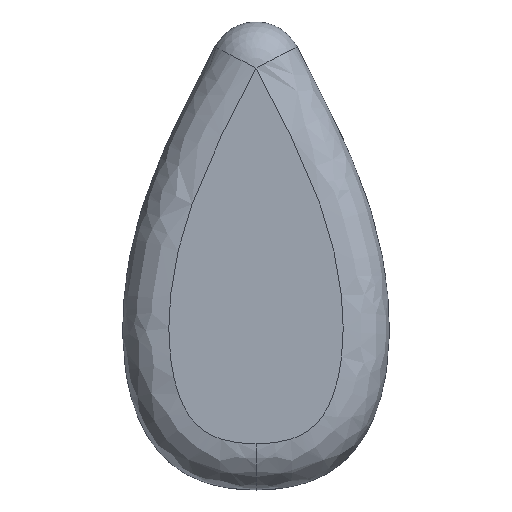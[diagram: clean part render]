
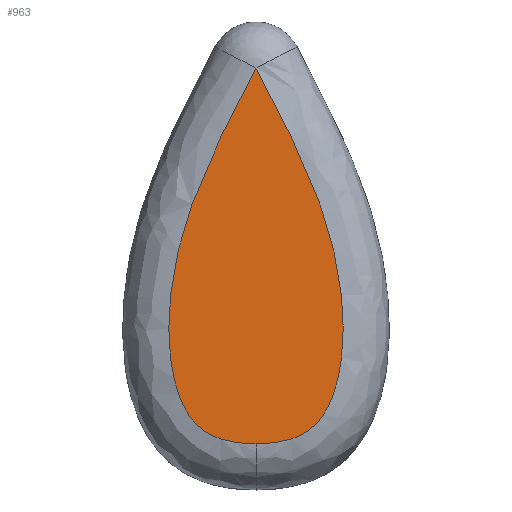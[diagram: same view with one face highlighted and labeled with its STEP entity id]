
A CAD part, left-side view. The second image highlights one B-rep face of the part: STEP entity #963.
In plain terms, the highlighted planar face has unit normal (-1, 0, 0).
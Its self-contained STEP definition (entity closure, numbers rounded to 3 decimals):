
#853=CARTESIAN_POINT('Axis2P3D Location',(0.,0.,0.)) ;
#859=CARTESIAN_POINT('Control Point',(0.,0.,3.)) ;
#860=CARTESIAN_POINT('Control Point',(0.,0.016,3.)) ;
#861=CARTESIAN_POINT('Control Point',(0.,0.031,3.)) ;
#862=CARTESIAN_POINT('Control Point',(0.,0.046,3.)) ;
#863=CARTESIAN_POINT('Control Point',(0.,0.357,3.001)) ;
#864=CARTESIAN_POINT('Control Point',(0.,0.659,3.013)) ;
#865=CARTESIAN_POINT('Control Point',(0.,0.936,3.034)) ;
#866=CARTESIAN_POINT('Control Point',(0.,1.423,3.093)) ;
#867=CARTESIAN_POINT('Control Point',(0.,1.868,3.185)) ;
#868=CARTESIAN_POINT('Control Point',(0.,2.06,3.233)) ;
#869=CARTESIAN_POINT('Control Point',(0.,2.443,3.348)) ;
#870=CARTESIAN_POINT('Control Point',(0.,2.783,3.49)) ;
#871=CARTESIAN_POINT('Control Point',(0.,2.95,3.571)) ;
#872=CARTESIAN_POINT('Control Point',(0.,3.217,3.72)) ;
#873=CARTESIAN_POINT('Control Point',(0.,3.46,3.891)) ;
#874=CARTESIAN_POINT('Control Point',(0.,3.557,3.966)) ;
#875=CARTESIAN_POINT('Control Point',(0.,3.744,4.124)) ;
#876=CARTESIAN_POINT('Control Point',(0.,3.92,4.3)) ;
#877=CARTESIAN_POINT('Control Point',(0.,4.006,4.393)) ;
#878=CARTESIAN_POINT('Control Point',(0.,4.206,4.629)) ;
#879=CARTESIAN_POINT('Control Point',(0.,4.393,4.896)) ;
#880=CARTESIAN_POINT('Control Point',(0.,4.498,5.064)) ;
#881=CARTESIAN_POINT('Control Point',(0.,4.711,5.444)) ;
#882=CARTESIAN_POINT('Control Point',(0.,4.9,5.869)) ;
#883=CARTESIAN_POINT('Control Point',(0.,4.993,6.108)) ;
#884=CARTESIAN_POINT('Control Point',(0.,5.179,6.648)) ;
#885=CARTESIAN_POINT('Control Point',(0.,5.329,7.23)) ;
#886=CARTESIAN_POINT('Control Point',(0.,5.399,7.555)) ;
#887=CARTESIAN_POINT('Control Point',(0.,5.596,8.664)) ;
#888=CARTESIAN_POINT('Control Point',(0.,5.68,9.844)) ;
#889=CARTESIAN_POINT('Control Point',(0.,5.689,10.684)) ;
#890=CARTESIAN_POINT('Control Point',(0.,5.624,12.178)) ;
#891=CARTESIAN_POINT('Control Point',(0.,5.431,13.661)) ;
#892=CARTESIAN_POINT('Control Point',(0.,5.325,14.3)) ;
#893=CARTESIAN_POINT('Control Point',(0.,5.067,15.589)) ;
#894=CARTESIAN_POINT('Control Point',(0.,4.73,16.845)) ;
#895=CARTESIAN_POINT('Control Point',(0.,4.539,17.477)) ;
#896=CARTESIAN_POINT('Control Point',(0.,4.104,18.778)) ;
#897=CARTESIAN_POINT('Control Point',(0.,3.601,20.045)) ;
#898=CARTESIAN_POINT('Control Point',(0.,3.322,20.699)) ;
#899=CARTESIAN_POINT('Control Point',(0.,2.67,22.148)) ;
#900=CARTESIAN_POINT('Control Point',(0.,1.963,23.588)) ;
#901=CARTESIAN_POINT('Control Point',(0.,1.562,24.38)) ;
#902=CARTESIAN_POINT('Control Point',(0.,1.007,25.462)) ;
#903=CARTESIAN_POINT('Control Point',(0.,0.443,26.554)) ;
#904=CARTESIAN_POINT('Control Point',(0.,0.296,26.838)) ;
#905=CARTESIAN_POINT('Control Point',(0.,0.148,27.124)) ;
#906=CARTESIAN_POINT('Control Point',(0.,0.,27.41)) ;
#907=CARTESIAN_POINT('Vertex',(0.,0.,3.)) ;
#909=CARTESIAN_POINT('Vertex',(0.,0.,27.41)) ;
#913=CARTESIAN_POINT('Control Point',(0.,0.,3.)) ;
#914=CARTESIAN_POINT('Control Point',(0.,-0.013,3.)) ;
#915=CARTESIAN_POINT('Control Point',(0.,-0.025,3.)) ;
#916=CARTESIAN_POINT('Control Point',(0.,-0.038,3.)) ;
#917=CARTESIAN_POINT('Control Point',(0.,-0.346,3.001)) ;
#918=CARTESIAN_POINT('Control Point',(0.,-0.645,3.012)) ;
#919=CARTESIAN_POINT('Control Point',(0.,-0.923,3.033)) ;
#920=CARTESIAN_POINT('Control Point',(0.,-1.41,3.091)) ;
#921=CARTESIAN_POINT('Control Point',(0.,-1.855,3.182)) ;
#922=CARTESIAN_POINT('Control Point',(0.,-2.048,3.23)) ;
#923=CARTESIAN_POINT('Control Point',(0.,-2.431,3.344)) ;
#924=CARTESIAN_POINT('Control Point',(0.,-2.773,3.485)) ;
#925=CARTESIAN_POINT('Control Point',(0.,-2.94,3.566)) ;
#926=CARTESIAN_POINT('Control Point',(0.,-3.209,3.715)) ;
#927=CARTESIAN_POINT('Control Point',(0.,-3.452,3.885)) ;
#928=CARTESIAN_POINT('Control Point',(0.,-3.549,3.96)) ;
#929=CARTESIAN_POINT('Control Point',(0.,-3.737,4.117)) ;
#930=CARTESIAN_POINT('Control Point',(0.,-3.913,4.292)) ;
#931=CARTESIAN_POINT('Control Point',(0.,-3.999,4.385)) ;
#932=CARTESIAN_POINT('Control Point',(0.,-4.199,4.62)) ;
#933=CARTESIAN_POINT('Control Point',(0.,-4.386,4.886)) ;
#934=CARTESIAN_POINT('Control Point',(0.,-4.491,5.053)) ;
#935=CARTESIAN_POINT('Control Point',(0.,-4.704,5.431)) ;
#936=CARTESIAN_POINT('Control Point',(0.,-4.894,5.855)) ;
#937=CARTESIAN_POINT('Control Point',(0.,-4.987,6.093)) ;
#938=CARTESIAN_POINT('Control Point',(0.,-5.174,6.631)) ;
#939=CARTESIAN_POINT('Control Point',(0.,-5.324,7.211)) ;
#940=CARTESIAN_POINT('Control Point',(0.,-5.394,7.535)) ;
#941=CARTESIAN_POINT('Control Point',(0.,-5.522,8.246)) ;
#942=CARTESIAN_POINT('Control Point',(0.,-5.604,8.986)) ;
#943=CARTESIAN_POINT('Control Point',(0.,-5.634,9.388)) ;
#944=CARTESIAN_POINT('Control Point',(0.,-5.693,10.693)) ;
#945=CARTESIAN_POINT('Control Point',(0.,-5.633,12.027)) ;
#946=CARTESIAN_POINT('Control Point',(0.,-5.542,12.944)) ;
#947=CARTESIAN_POINT('Control Point',(0.,-5.326,14.381)) ;
#948=CARTESIAN_POINT('Control Point',(0.,-5.008,15.782)) ;
#949=CARTESIAN_POINT('Control Point',(0.,-4.878,16.293)) ;
#950=CARTESIAN_POINT('Control Point',(0.,-4.39,18.029)) ;
#951=CARTESIAN_POINT('Control Point',(0.,-3.768,19.699)) ;
#952=CARTESIAN_POINT('Control Point',(0.,-3.275,20.849)) ;
#953=CARTESIAN_POINT('Control Point',(0.,-2.345,22.838)) ;
#954=CARTESIAN_POINT('Control Point',(0.,-1.333,24.831)) ;
#955=CARTESIAN_POINT('Control Point',(0.,-0.89,25.689)) ;
#956=CARTESIAN_POINT('Control Point',(0.,-0.446,26.546)) ;
#957=CARTESIAN_POINT('Control Point',(0.,0.,27.41)) ;
#854=DIRECTION('Axis2P3D Direction',(1.,0.,0.)) ;
#855=DIRECTION('Axis2P3D XDirection',(0.,1.,0.)) ;
#856=AXIS2_PLACEMENT_3D('Plane Axis2P3D',#853,#854,#855) ;
#960=ORIENTED_EDGE('',*,*,#911,.F.) ;
#961=ORIENTED_EDGE('',*,*,#958,.F.) ;
#963=ADVANCED_FACE('Corps principal',(#962),#857,.F.) ;
#858=B_SPLINE_CURVE_WITH_KNOTS('',5,(#859,#860,#861,#862,#863,#864,#865,#866,#867,#868,#869,#870,#871,#872,#873,#874,#875,#876,#877,#878,#879,#880,#881,#882,#883,#884,#885,#886,#887,#888,#889,#890,#891,#892,#893,#894,#895,#896,#897,#898,#899,#900,#901,#902,#903,#904,#905,#906),.UNSPECIFIED.,.F.,.U.,(6,3,3,3,3,3,3,3,3,3,3,3,3,3,3,6),(17.516,17.628,19.764,21.529,23.467,24.842,26.217,28.149,30.356,32.952,39.025,43.677,48.529,53.819,60.335,62.626),.UNSPECIFIED.) ;
#912=B_SPLINE_CURVE_WITH_KNOTS('',5,(#913,#914,#915,#916,#917,#918,#919,#920,#921,#922,#923,#924,#925,#926,#927,#928,#929,#930,#931,#932,#933,#934,#935,#936,#937,#938,#939,#940,#941,#942,#943,#944,#945,#946,#947,#948,#949,#950,#951,#952,#953,#954,#955,#956,#957),.UNSPECIFIED.,.F.,.U.,(6,3,3,3,3,3,3,3,3,3,3,3,3,3,6),(17.515,17.606,19.742,21.505,23.443,24.818,26.193,28.122,30.325,32.916,35.888,42.475,46.316,55.699,62.616),.UNSPECIFIED.) ;
#911=EDGE_CURVE('',#908,#910,#858,.T.) ;
#958=EDGE_CURVE('',#910,#908,#912,.F.) ;
#959=EDGE_LOOP('',(#960,#961)) ;
#962=FACE_OUTER_BOUND('',#959,.T.) ;
#857=PLANE('Plane',#856) ;
#908=VERTEX_POINT('',#907) ;
#910=VERTEX_POINT('',#909) ;
